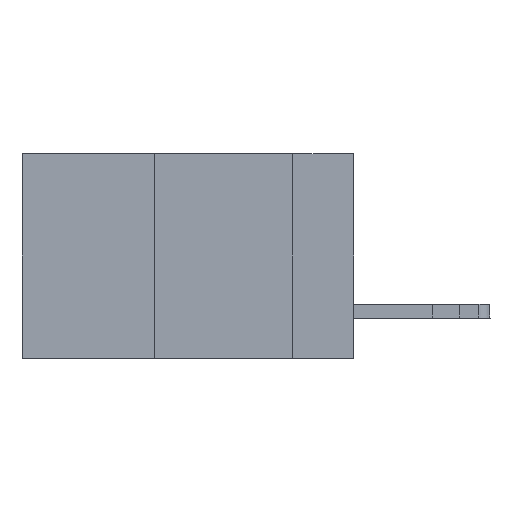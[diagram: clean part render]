
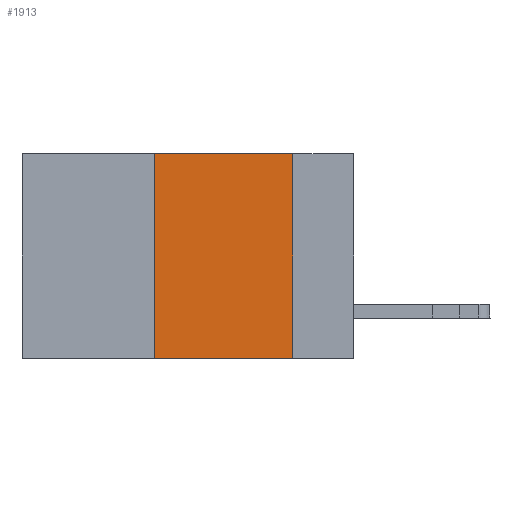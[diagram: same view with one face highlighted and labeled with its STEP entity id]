
A CAD part, left-side view. The second image highlights one B-rep face of the part: STEP entity #1913.
In plain terms, the highlighted planar face has unit normal (-1, 0, 0).
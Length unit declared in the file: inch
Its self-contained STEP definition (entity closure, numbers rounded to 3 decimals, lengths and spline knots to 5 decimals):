
#385 = EDGE_CURVE ( 'NONE', #4896, #5375, #8593, .T. ) ;
#425 = CARTESIAN_POINT ( 'NONE',  ( 0., 0.11, 0. ) ) ;
#1476 = DIRECTION ( 'NONE',  ( 0., -1., 0. ) ) ;
#1913 = ADVANCED_FACE ( 'NONE', ( #9519 ), #5762, .F. ) ;
#2369 = AXIS2_PLACEMENT_3D ( 'NONE', #13418, #7426, #7552 ) ;
#2457 = CARTESIAN_POINT ( 'NONE',  ( 0., 0.36, 0. ) ) ;
#2684 = VERTEX_POINT ( 'NONE', #16908 ) ;
#2935 = ORIENTED_EDGE ( 'NONE', *, *, #16488, .F. ) ;
#3915 = VECTOR ( 'NONE', #8820, 39.37008 ) ;
#4730 = EDGE_CURVE ( 'NONE', #5375, #17757, #13320, .T. ) ;
#4896 = VERTEX_POINT ( 'NONE', #18254 ) ;
#5375 = VERTEX_POINT ( 'NONE', #11723 ) ;
#5762 = PLANE ( 'NONE',  #2369 ) ;
#7426 = DIRECTION ( 'NONE',  ( 1., 0., 0. ) ) ;
#7552 = DIRECTION ( 'NONE',  ( 0., 0., -1. ) ) ;
#7805 = CARTESIAN_POINT ( 'NONE',  ( 0., 0.11, 0. ) ) ;
#8429 = ORIENTED_EDGE ( 'NONE', *, *, #4730, .F. ) ;
#8593 = LINE ( 'NONE', #2457, #18579 ) ;
#8820 = DIRECTION ( 'NONE',  ( 0., -1., 0. ) ) ;
#9519 = FACE_OUTER_BOUND ( 'NONE', #16623, .T. ) ;
#9746 = CARTESIAN_POINT ( 'NONE',  ( 0., 0.6, 0. ) ) ;
#10615 = VECTOR ( 'NONE', #19244, 39.37008 ) ;
#11723 = CARTESIAN_POINT ( 'NONE',  ( 0., 0.36, 0. ) ) ;
#13320 = LINE ( 'NONE', #9746, #20974 ) ;
#13418 = CARTESIAN_POINT ( 'NONE',  ( 0., 0.6, 0. ) ) ;
#13904 = ORIENTED_EDGE ( 'NONE', *, *, #385, .F. ) ;
#14351 = ORIENTED_EDGE ( 'NONE', *, *, #18515, .T. ) ;
#15634 = DIRECTION ( 'NONE',  ( 0., 0., 1. ) ) ;
#16488 = EDGE_CURVE ( 'NONE', #17757, #2684, #20071, .T. ) ;
#16623 = EDGE_LOOP ( 'NONE', ( #2935, #8429, #13904, #14351 ) ) ;
#16908 = CARTESIAN_POINT ( 'NONE',  ( 0., 0.11, -0.37 ) ) ;
#17757 = VERTEX_POINT ( 'NONE', #425 ) ;
#18254 = CARTESIAN_POINT ( 'NONE',  ( 0., 0.36, -0.37 ) ) ;
#18515 = EDGE_CURVE ( 'NONE', #4896, #2684, #21009, .T. ) ;
#18579 = VECTOR ( 'NONE', #15634, 39.37008 ) ;
#18816 = CARTESIAN_POINT ( 'NONE',  ( 0., 0.6, -0.37 ) ) ;
#19244 = DIRECTION ( 'NONE',  ( 0., 0., -1. ) ) ;
#20071 = LINE ( 'NONE', #7805, #10615 ) ;
#20974 = VECTOR ( 'NONE', #1476, 39.37008 ) ;
#21009 = LINE ( 'NONE', #18816, #3915 ) ;
